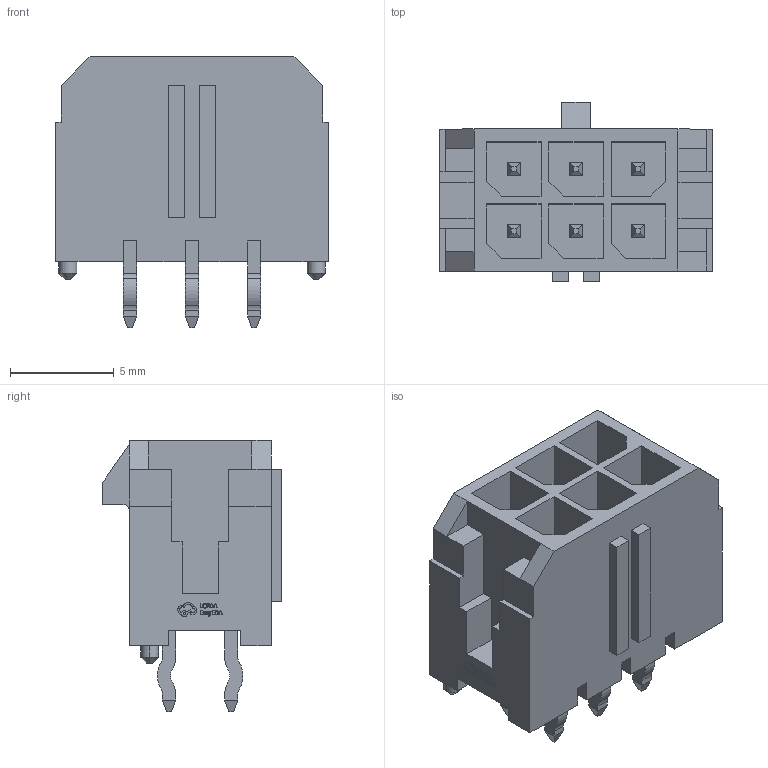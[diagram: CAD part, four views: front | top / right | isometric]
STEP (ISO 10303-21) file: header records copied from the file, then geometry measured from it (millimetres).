
FILE_DESCRIPTION (( 'STEP AP214' ), '1' );
FILE_NAME ('CONN-TH_43045-0612.step', '2022-08-03T17:11:21', ( '' ), ( '' ), 'SwSTEP 2.0', 'SolidWorks 2020', '' );
FILE_SCHEMA (( 'AUTOMOTIVE_DESIGN' ));
Length unit declared in the file: millimetre
Products named in the file (1): CONN-TH_43045-0612
Bounding box: 13.15 x 8.67 x 13.09 mm (x, y, z)
Volume: 550.1 mm3; surface area: 1253.9 mm2
Topology: 20 solids, 20 shells, 517 faces, 1356 edges, 884 vertices
Faces by surface type: plane 374, bspline 98, cylinder 41, cone 4
Entity records: 22128 total; most frequent: CARTESIAN_POINT 4064, ORIENTED_EDGE 2712, DIRECTION 2082, EDGE_CURVE 1356, LINE 1070, VECTOR 1070, VERTEX_POINT 884, EDGE_LOOP 546
